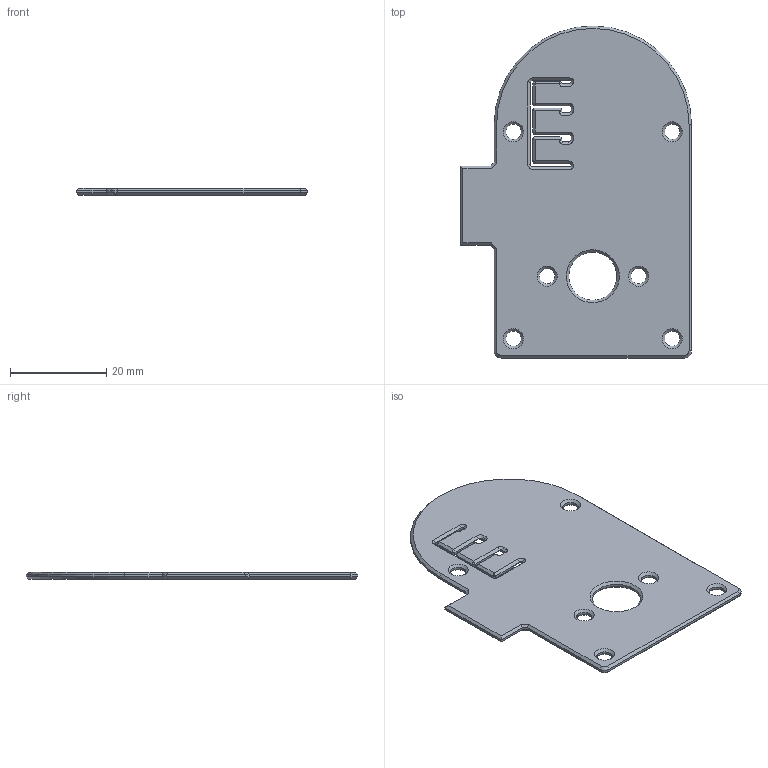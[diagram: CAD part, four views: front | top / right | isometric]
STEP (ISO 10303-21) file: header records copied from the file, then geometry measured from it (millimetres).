
FILE_DESCRIPTION(/* description */ ('STEP AP242','CAx-IF Rec.Pracs.---Representation and Presentation of Product Manufacturing Information (PMI)---4.0---2014-10-13','CAx-IF Rec.Pracs.---3D Tessellated Geometry---0.4---2014-09-14','2;1'),/* implementation_level */ '2;1');
FILE_NAME(/* name */ '66aa290f8696082b3ca88825',/* time_stamp */ '2024-07-31T12:07:44Z',/* author */ (''),/* organization */ (''),/* preprocessor_version */ 'ST-DEVELOPER v20',/* originating_system */ ' ',/* authorisation */ ' ');
FILE_SCHEMA (('AP242_MANAGED_MODEL_BASED_3D_ENGINEERING_MIM_LF { 1 0 10303 442 1 1 4 }'));
Length unit declared in the file: metre
Products named in the file (1): Trackpoint Case Cover
Bounding box: 48 x 69 x 1.6 mm (x, y, z)
Volume: 3789.9 mm3; surface area: 5606.5 mm2
Topology: 1 solids, 1 shells, 182 faces, 427 edges, 226 vertices
Faces by surface type: plane 89, cone 58, cylinder 35
Full cylindrical faces by diameter (mm): 3.2 x6, 10 x1
Entity records: 4815 total; most frequent: DIRECTION 859, CARTESIAN_POINT 794, ORIENTED_EDGE 770, EDGE_CURVE 385, AXIS2_PLACEMENT_3D 291, LINE 277, VECTOR 277, VERTEX_POINT 226
